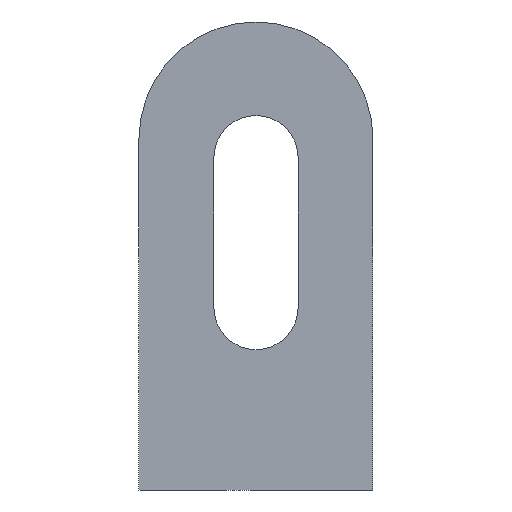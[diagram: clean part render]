
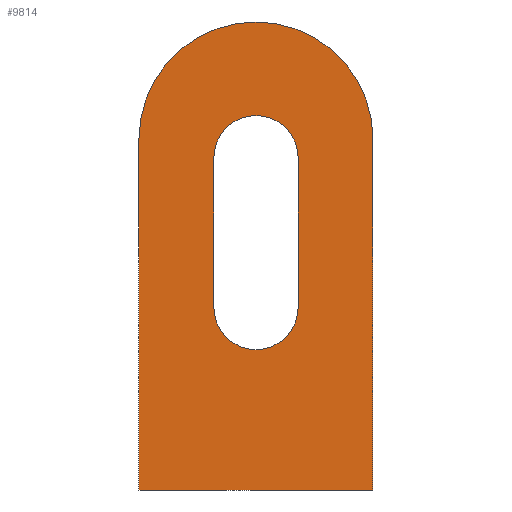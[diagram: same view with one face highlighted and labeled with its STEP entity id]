
A CAD part, left-side view. The second image highlights one B-rep face of the part: STEP entity #9814.
In plain terms, the highlighted planar face has unit normal (-1, 0, 0).
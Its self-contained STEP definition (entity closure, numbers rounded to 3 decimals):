
#268 = ORIENTED_EDGE ( 'NONE', *, *, #3939, .T. ) ;
#304 = VERTEX_POINT ( 'NONE', #9045 ) ;
#375 = CARTESIAN_POINT ( 'NONE',  ( -3., -4.5, 35.5 ) ) ;
#457 = CARTESIAN_POINT ( 'NONE',  ( -3., 4.5, 19.5 ) ) ;
#693 = DIRECTION ( 'NONE',  ( 0., 0., 1. ) ) ;
#702 = ORIENTED_EDGE ( 'NONE', *, *, #3237, .T. ) ;
#846 = EDGE_CURVE ( 'NONE', #4176, #2711, #10477, .T. ) ;
#873 = CIRCLE ( 'NONE', #11411, 4.5 ) ;
#955 = VERTEX_POINT ( 'NONE', #3706 ) ;
#1188 = LINE ( 'NONE', #9608, #8340 ) ;
#1242 = CARTESIAN_POINT ( 'NONE',  ( -3., 0., 37.5 ) ) ;
#1352 = DIRECTION ( 'NONE',  ( 0., 0., -1. ) ) ;
#1365 = FACE_BOUND ( 'NONE', #5659, .T. ) ;
#1470 = VECTOR ( 'NONE', #10809, 1000. ) ;
#1542 = VERTEX_POINT ( 'NONE', #5653 ) ;
#1928 = CARTESIAN_POINT ( 'NONE',  ( -3., -4.5, 35.5 ) ) ;
#1966 = EDGE_CURVE ( 'NONE', #1542, #304, #1188, .T. ) ;
#2100 = DIRECTION ( 'NONE',  ( 0., 0., 1. ) ) ;
#2367 = CARTESIAN_POINT ( 'NONE',  ( -3., 12.5, 0. ) ) ;
#2628 = CARTESIAN_POINT ( 'NONE',  ( -3., 4.5, 35.5 ) ) ;
#2711 = VERTEX_POINT ( 'NONE', #2628 ) ;
#2958 = LINE ( 'NONE', #6729, #6755 ) ;
#3029 = DIRECTION ( 'NONE',  ( 0., 0., -1. ) ) ;
#3044 = CARTESIAN_POINT ( 'NONE',  ( -3., 0., 19.5 ) ) ;
#3237 = EDGE_CURVE ( 'NONE', #955, #1542, #4121, .T. ) ;
#3297 = ORIENTED_EDGE ( 'NONE', *, *, #11287, .T. ) ;
#3339 = CARTESIAN_POINT ( 'NONE',  ( -3., 0., 37.5 ) ) ;
#3562 = AXIS2_PLACEMENT_3D ( 'NONE', #3044, #3662, #8841 ) ;
#3642 = CARTESIAN_POINT ( 'NONE',  ( -3., 12.5, 37.5 ) ) ;
#3662 = DIRECTION ( 'NONE',  ( 1., 0., 0. ) ) ;
#3706 = CARTESIAN_POINT ( 'NONE',  ( -3., 12.5, 0. ) ) ;
#3932 = ORIENTED_EDGE ( 'NONE', *, *, #1966, .T. ) ;
#3939 = EDGE_CURVE ( 'NONE', #11358, #4176, #4109, .T. ) ;
#3978 = VECTOR ( 'NONE', #3029, 1000. ) ;
#3998 = DIRECTION ( 'NONE',  ( -1., 0., 0. ) ) ;
#4109 = CIRCLE ( 'NONE', #3562, 4.5 ) ;
#4121 = LINE ( 'NONE', #2367, #10304 ) ;
#4176 = VERTEX_POINT ( 'NONE', #457 ) ;
#4423 = CARTESIAN_POINT ( 'NONE',  ( -3., 0., 35.5 ) ) ;
#4552 = CARTESIAN_POINT ( 'NONE',  ( -3., 4.5, 35.5 ) ) ;
#4712 = AXIS2_PLACEMENT_3D ( 'NONE', #1242, #3998, #2100 ) ;
#4893 = EDGE_CURVE ( 'NONE', #9087, #11358, #11560, .T. ) ;
#5653 = CARTESIAN_POINT ( 'NONE',  ( -3., -12.5, 0. ) ) ;
#5659 = EDGE_LOOP ( 'NONE', ( #3297, #10954, #268, #9812 ) ) ;
#6183 = CIRCLE ( 'NONE', #4712, 12.5 ) ;
#6448 = EDGE_LOOP ( 'NONE', ( #7351, #6625, #702, #3932 ) ) ;
#6625 = ORIENTED_EDGE ( 'NONE', *, *, #8186, .T. ) ;
#6729 = CARTESIAN_POINT ( 'NONE',  ( -3., 12.5, 37.5 ) ) ;
#6753 = DIRECTION ( 'NONE',  ( 0., -1., 0. ) ) ;
#6755 = VECTOR ( 'NONE', #1352, 1000. ) ;
#7351 = ORIENTED_EDGE ( 'NONE', *, *, #10166, .T. ) ;
#7716 = AXIS2_PLACEMENT_3D ( 'NONE', #3339, #9597, #693 ) ;
#7802 = PLANE ( 'NONE',  #7716 ) ;
#7984 = CARTESIAN_POINT ( 'NONE',  ( -3., -4.5, 19.5 ) ) ;
#8186 = EDGE_CURVE ( 'NONE', #11522, #955, #2958, .T. ) ;
#8340 = VECTOR ( 'NONE', #10538, 1000. ) ;
#8841 = DIRECTION ( 'NONE',  ( 0., 0., -1. ) ) ;
#9045 = CARTESIAN_POINT ( 'NONE',  ( -3., -12.5, 37.5 ) ) ;
#9087 = VERTEX_POINT ( 'NONE', #1928 ) ;
#9597 = DIRECTION ( 'NONE',  ( -1., 0., 0. ) ) ;
#9608 = CARTESIAN_POINT ( 'NONE',  ( -3., -12.5, 0. ) ) ;
#9779 = DIRECTION ( 'NONE',  ( 1., 0., 0. ) ) ;
#9812 = ORIENTED_EDGE ( 'NONE', *, *, #846, .T. ) ;
#9814 = ADVANCED_FACE ( 'NONE', ( #1365, #11629 ), #7802, .T. ) ;
#10166 = EDGE_CURVE ( 'NONE', #304, #11522, #6183, .T. ) ;
#10304 = VECTOR ( 'NONE', #6753, 1000. ) ;
#10477 = LINE ( 'NONE', #4552, #1470 ) ;
#10538 = DIRECTION ( 'NONE',  ( 0., 0., 1. ) ) ;
#10753 = DIRECTION ( 'NONE',  ( 0., 0., -1. ) ) ;
#10809 = DIRECTION ( 'NONE',  ( 0., 0., 1. ) ) ;
#10954 = ORIENTED_EDGE ( 'NONE', *, *, #4893, .T. ) ;
#11287 = EDGE_CURVE ( 'NONE', #2711, #9087, #873, .T. ) ;
#11358 = VERTEX_POINT ( 'NONE', #7984 ) ;
#11411 = AXIS2_PLACEMENT_3D ( 'NONE', #4423, #9779, #10753 ) ;
#11522 = VERTEX_POINT ( 'NONE', #3642 ) ;
#11560 = LINE ( 'NONE', #375, #3978 ) ;
#11629 = FACE_OUTER_BOUND ( 'NONE', #6448, .T. ) ;
